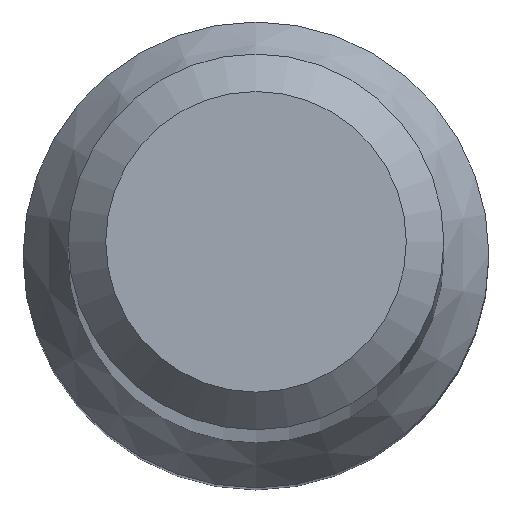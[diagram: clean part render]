
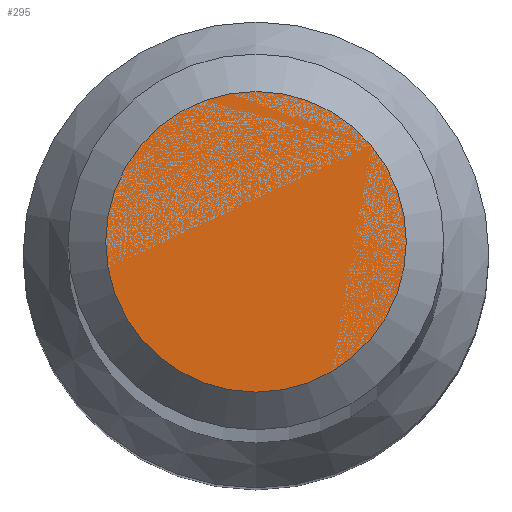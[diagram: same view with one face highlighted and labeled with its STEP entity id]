
A CAD part, top view. The second image highlights one B-rep face of the part: STEP entity #295.
In plain terms, the highlighted planar face has unit normal (0, 0, 1).
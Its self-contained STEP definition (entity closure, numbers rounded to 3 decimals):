
#3 = CIRCLE ( 'NONE', #197, 1.2 ) ;
#6 = EDGE_CURVE ( 'NONE', #43, #43, #3, .T. ) ;
#22 = ORIENTED_EDGE ( 'NONE', *, *, #6, .F. ) ;
#28 = CARTESIAN_POINT ( 'NONE',  ( 0., 0., 70. ) ) ;
#42 = PLANE ( 'NONE',  #80 ) ;
#43 = VERTEX_POINT ( 'NONE', #145 ) ;
#80 = AXIS2_PLACEMENT_3D ( 'NONE', #176, #167, #255 ) ;
#144 = DIRECTION ( 'NONE',  ( 0., 1., 0. ) ) ;
#145 = CARTESIAN_POINT ( 'NONE',  ( 0., 1.2, 70. ) ) ;
#166 = DIRECTION ( 'NONE',  ( 0., 0., -1. ) ) ;
#167 = DIRECTION ( 'NONE',  ( 0., 0., -1. ) ) ;
#176 = CARTESIAN_POINT ( 'NONE',  ( 0., 0., 70. ) ) ;
#184 = EDGE_LOOP ( 'NONE', ( #22 ) ) ;
#197 = AXIS2_PLACEMENT_3D ( 'NONE', #28, #166, #144 ) ;
#249 = FACE_OUTER_BOUND ( 'NONE', #184, .T. ) ;
#255 = DIRECTION ( 'NONE',  ( 0., 1., 0. ) ) ;
#295 = ADVANCED_FACE ( 'NONE', ( #249 ), #42, .F. ) ;
